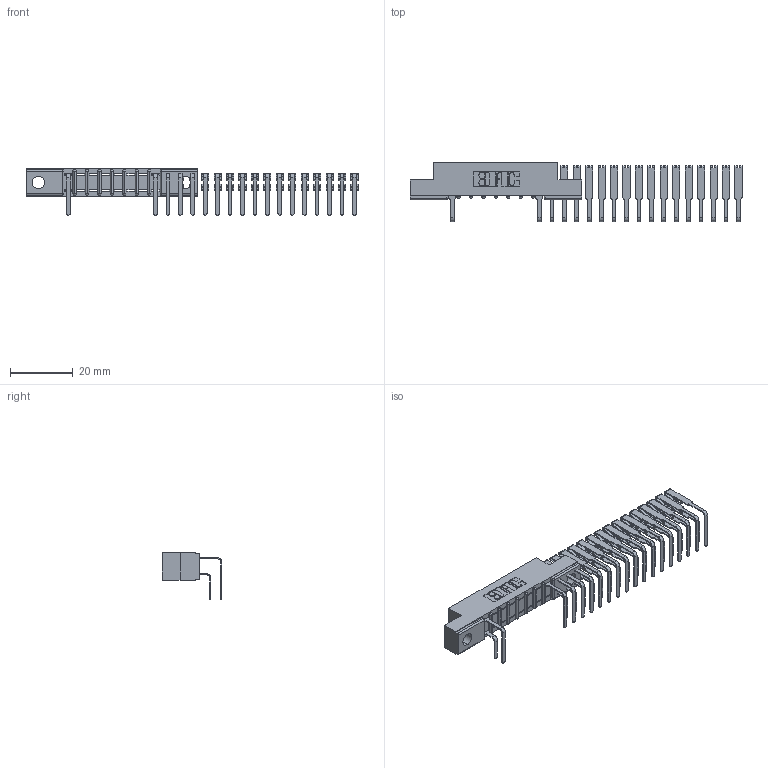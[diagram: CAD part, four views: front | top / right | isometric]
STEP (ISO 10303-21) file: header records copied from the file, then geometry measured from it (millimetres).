
FILE_DESCRIPTION (( 'STEP AP203' ), '1' );
FILE_NAME ('357-024-558-104.STEP', '2018-08-09T00:19:45', ( '' ), ( '' ), 'SwSTEP 2.0', 'SolidWorks 2016', '' );
FILE_SCHEMA (( 'CONFIG_CONTROL_DESIGN' ));
Length unit declared in the file: inch
Products named in the file (4): 307 Part_.156 Dia Mounting Holes; 307-290-001_558 559 - 1 (Single); 307-290-001_558 - 2 (Single); 357-024-558-104
Assembly tree (36 placements, depth 2):
  357-024-558-104
    307 Part_.156 Dia Mounting Holes
    307-290-001_558 559 - 1 (Single)  x17
    307-290-001_558 - 2 (Single)  x18
Bounding box: 105.75 x 18.96 x 14.81 mm (x, y, z)
Volume: 3877.2 mm3; surface area: 8342.6 mm2
Topology: 36 solids, 36 shells, 1701 faces, 4721 edges, 3074 vertices
Faces by surface type: plane 1125, cylinder 558, sphere 18
Entity records: 13779 total; most frequent: CARTESIAN_POINT 2191, DIRECTION 2171, ORIENTED_EDGE 2146, EDGE_CURVE 1073, VECTOR 815, LINE 815, VERTEX_POINT 698, AXIS2_PLACEMENT_3D 678
